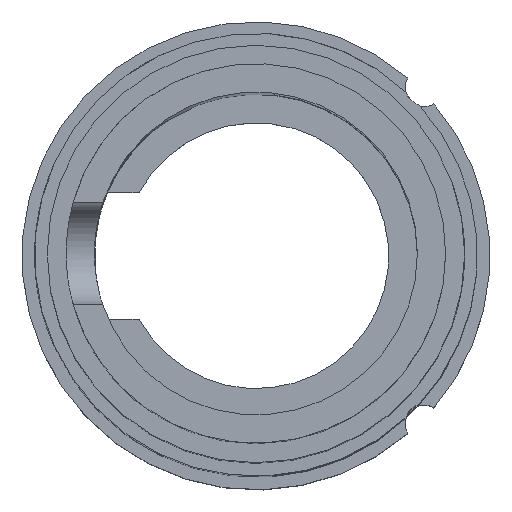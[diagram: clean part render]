
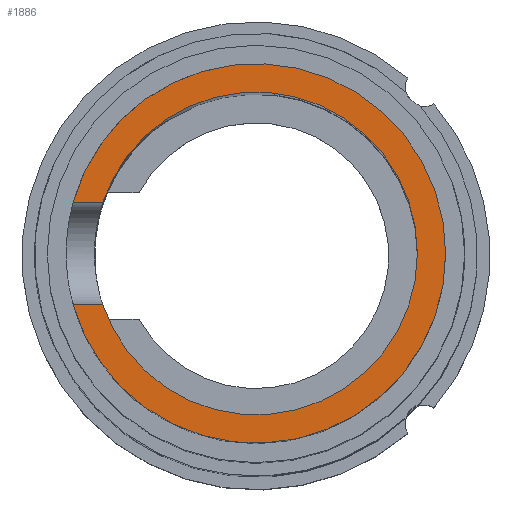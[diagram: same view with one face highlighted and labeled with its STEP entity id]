
A CAD part, top view. The second image highlights one B-rep face of the part: STEP entity #1886.
In plain terms, the highlighted planar face has unit normal (0, 0, 1).
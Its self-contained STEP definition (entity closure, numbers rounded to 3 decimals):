
#43=PLANE('',#2040);
#99=FACE_OUTER_BOUND('',#197,.T.);
#197=EDGE_LOOP('',(#1422,#1423,#1424,#1425,#1426,#1427));
#304=CIRCLE('',#2017,12.764);
#305=CIRCLE('',#2018,12.764);
#324=CIRCLE('',#2041,15.);
#325=CIRCLE('',#2042,15.);
#464=LINE('',#3588,#600);
#467=LINE('',#3594,#603);
#600=VECTOR('',#2268,10.);
#603=VECTOR('',#2273,10.);
#763=VERTEX_POINT('',#3585);
#764=VERTEX_POINT('',#3587);
#765=VERTEX_POINT('',#3591);
#766=VERTEX_POINT('',#3593);
#800=VERTEX_POINT('',#3663);
#826=VERTEX_POINT('',#4814);
#979=EDGE_CURVE('',#764,#763,#464,.T.);
#982=EDGE_CURVE('',#766,#765,#467,.T.);
#1018=EDGE_CURVE('',#765,#800,#304,.T.);
#1019=EDGE_CURVE('',#800,#764,#305,.T.);
#1059=EDGE_CURVE('',#763,#826,#324,.T.);
#1060=EDGE_CURVE('',#826,#766,#325,.T.);
#1422=ORIENTED_EDGE('',*,*,#982,.T.);
#1423=ORIENTED_EDGE('',*,*,#1018,.T.);
#1424=ORIENTED_EDGE('',*,*,#1019,.T.);
#1425=ORIENTED_EDGE('',*,*,#979,.T.);
#1426=ORIENTED_EDGE('',*,*,#1059,.T.);
#1427=ORIENTED_EDGE('',*,*,#1060,.T.);
#1886=ADVANCED_FACE('',(#99),#43,.T.);
#2017=AXIS2_PLACEMENT_3D('',#3665,#2328,#2329);
#2018=AXIS2_PLACEMENT_3D('',#3666,#2330,#2331);
#2040=AXIS2_PLACEMENT_3D('',#4813,#2382,#2383);
#2041=AXIS2_PLACEMENT_3D('',#4815,#2384,#2385);
#2042=AXIS2_PLACEMENT_3D('',#4816,#2386,#2387);
#2268=DIRECTION('',(-1.,0.,0.));
#2273=DIRECTION('',(1.,0.,0.));
#2328=DIRECTION('center_axis',(0.,0.,-1.));
#2329=DIRECTION('ref_axis',(-1.,0.,0.));
#2330=DIRECTION('center_axis',(0.,0.,-1.));
#2331=DIRECTION('ref_axis',(-1.,0.,0.));
#2382=DIRECTION('center_axis',(0.,0.,1.));
#2383=DIRECTION('ref_axis',(-1.,0.,0.));
#2384=DIRECTION('center_axis',(0.,0.,1.));
#2385=DIRECTION('ref_axis',(-1.,0.,0.));
#2386=DIRECTION('center_axis',(0.,0.,1.));
#2387=DIRECTION('ref_axis',(-1.,0.,0.));
#3585=CARTESIAN_POINT('',(-14.457,-4.,130.5));
#3587=CARTESIAN_POINT('',(-12.121,-4.,130.5));
#3588=CARTESIAN_POINT('',(-6.06,-4.,130.5));
#3591=CARTESIAN_POINT('',(-12.121,4.,130.5));
#3593=CARTESIAN_POINT('',(-14.457,4.,130.5));
#3594=CARTESIAN_POINT('',(-7.228,4.,130.5));
#3663=CARTESIAN_POINT('',(12.764,0.,130.5));
#3665=CARTESIAN_POINT('Origin',(0.,0.,130.5));
#3666=CARTESIAN_POINT('Origin',(0.,0.,130.5));
#4813=CARTESIAN_POINT('Origin',(0.,0.,130.5));
#4814=CARTESIAN_POINT('',(15.,0.,130.5));
#4815=CARTESIAN_POINT('Origin',(0.,0.,130.5));
#4816=CARTESIAN_POINT('Origin',(0.,0.,130.5));
